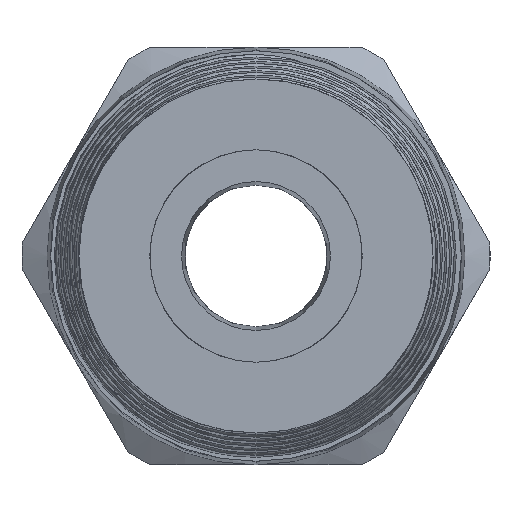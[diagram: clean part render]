
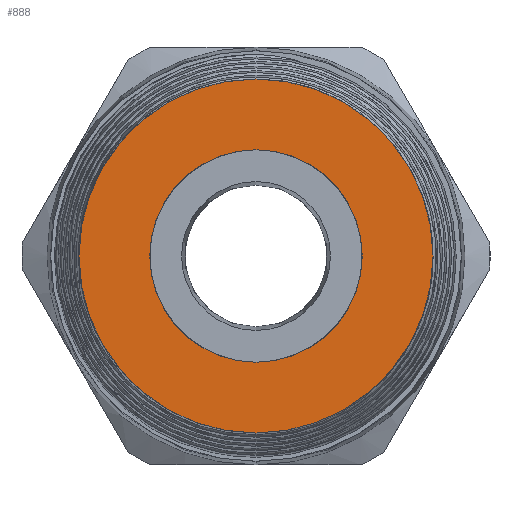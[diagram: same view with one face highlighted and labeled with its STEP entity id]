
A CAD part, left-side view. The second image highlights one B-rep face of the part: STEP entity #888.
In plain terms, the highlighted planar face has unit normal (-1, 0, 0).
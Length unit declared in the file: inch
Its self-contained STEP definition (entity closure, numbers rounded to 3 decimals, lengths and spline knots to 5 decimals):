
#888 = ADVANCED_FACE ( 'NONE', ( #3152, #3146 ), #3144, .T. ) ;
#992 = ORIENTED_EDGE ( 'NONE', *, *, #1703, .F. ) ;
#993 = EDGE_LOOP ( 'NONE', ( #992, #995 ) ) ;
#995 = ORIENTED_EDGE ( 'NONE', *, *, #4689, .F. ) ;
#996 = ORIENTED_EDGE ( 'NONE', *, *, #1303, .T. ) ;
#998 = EDGE_CURVE ( 'NONE', #1300, #1294, #3271, .T. ) ;
#999 = ORIENTED_EDGE ( 'NONE', *, *, #998, .T. ) ;
#1294 = VERTEX_POINT ( 'NONE', #6572 ) ;
#1300 = VERTEX_POINT ( 'NONE', #6570 ) ;
#1303 = EDGE_CURVE ( 'NONE', #1294, #1300, #6562, .T. ) ;
#1703 = EDGE_CURVE ( 'NONE', #1704, #1705, #7351, .T. ) ;
#1704 = VERTEX_POINT ( 'NONE', #7341 ) ;
#1705 = VERTEX_POINT ( 'NONE', #7340 ) ;
#3144 = PLANE ( 'NONE',  #3225 ) ;
#3146 = FACE_BOUND ( 'NONE', #993, .T. ) ;
#3152 = FACE_OUTER_BOUND ( 'NONE', #4683, .T. ) ;
#3222 = DIRECTION ( 'NONE',  ( 0., 0., 1. ) ) ;
#3223 = DIRECTION ( 'NONE',  ( -1., 0., 0. ) ) ;
#3224 = CARTESIAN_POINT ( 'NONE',  ( -2.13, 0., 0. ) ) ;
#3225 = AXIS2_PLACEMENT_3D ( 'NONE', #3224, #3223, #3222 ) ;
#3269 = AXIS2_PLACEMENT_3D ( 'NONE', #3276, #3317, #3316 ) ;
#3271 = CIRCLE ( 'NONE', #3269, 0.24991 ) ;
#3276 = CARTESIAN_POINT ( 'NONE',  ( -2.13, 0., 0. ) ) ;
#3316 = DIRECTION ( 'NONE',  ( 0., 0., 1. ) ) ;
#3317 = DIRECTION ( 'NONE',  ( -1., 0., 0. ) ) ;
#4683 = EDGE_LOOP ( 'NONE', ( #999, #996 ) ) ;
#4689 = EDGE_CURVE ( 'NONE', #1705, #1704, #9237, .T. ) ;
#6559 = DIRECTION ( 'NONE',  ( 0., 0., 1. ) ) ;
#6560 = DIRECTION ( 'NONE',  ( -1., 0., 0. ) ) ;
#6561 = AXIS2_PLACEMENT_3D ( 'NONE', #6569, #6560, #6559 ) ;
#6562 = CIRCLE ( 'NONE', #6561, 0.24991 ) ;
#6569 = CARTESIAN_POINT ( 'NONE',  ( -2.13, 0., 0. ) ) ;
#6570 = CARTESIAN_POINT ( 'NONE',  ( -2.13, 0., -0.24991 ) ) ;
#6572 = CARTESIAN_POINT ( 'NONE',  ( -2.13, 0., 0.24991 ) ) ;
#7340 = CARTESIAN_POINT ( 'NONE',  ( -2.13, 0., 0.14991 ) ) ;
#7341 = CARTESIAN_POINT ( 'NONE',  ( -2.13, 0., -0.14991 ) ) ;
#7342 = DIRECTION ( 'NONE',  ( 0., 0., 1. ) ) ;
#7344 = DIRECTION ( 'NONE',  ( -1., 0., 0. ) ) ;
#7345 = CARTESIAN_POINT ( 'NONE',  ( -2.13, 0., 0. ) ) ;
#7346 = AXIS2_PLACEMENT_3D ( 'NONE', #7345, #7344, #7342 ) ;
#7351 = CIRCLE ( 'NONE', #7346, 0.14991 ) ;
#9234 = DIRECTION ( 'NONE',  ( 0., 0., 1. ) ) ;
#9235 = DIRECTION ( 'NONE',  ( -1., 0., 0. ) ) ;
#9236 = AXIS2_PLACEMENT_3D ( 'NONE', #9242, #9235, #9234 ) ;
#9237 = CIRCLE ( 'NONE', #9236, 0.14991 ) ;
#9242 = CARTESIAN_POINT ( 'NONE',  ( -2.13, 0., 0. ) ) ;
